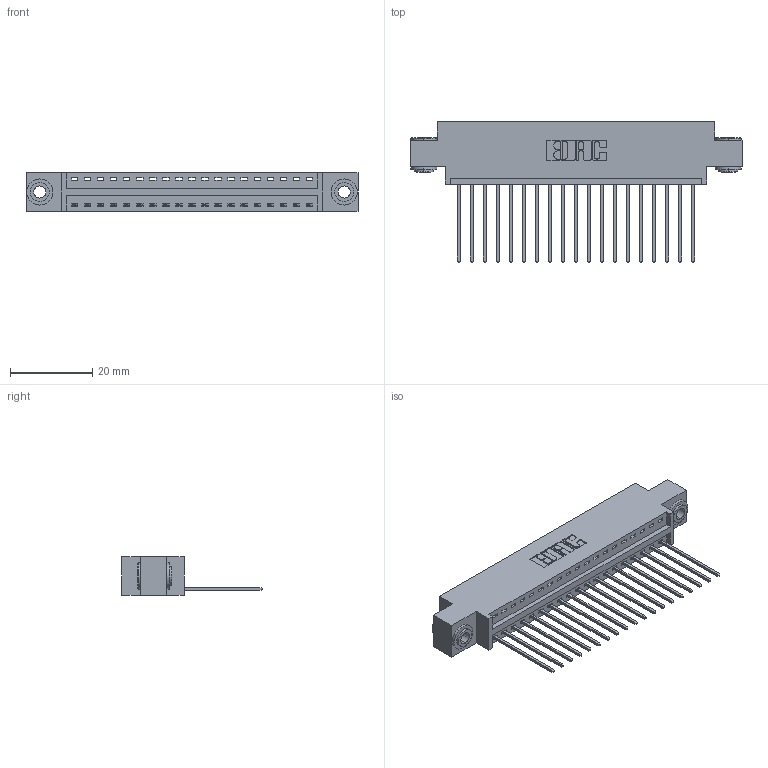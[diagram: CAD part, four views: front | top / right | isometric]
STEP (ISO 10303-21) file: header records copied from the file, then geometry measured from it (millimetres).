
FILE_DESCRIPTION (( 'STEP AP203' ), '1' );
FILE_NAME ('346-019-541-603.STEP', '2018-08-20T10:18:43', ( '' ), ( '' ), 'SwSTEP 2.0', 'SolidWorks 2016', '' );
FILE_SCHEMA (( 'CONFIG_CONTROL_DESIGN' ));
Length unit declared in the file: inch
Products named in the file (4): 345-250-002_345-250-002-102; 346-019-541-603; 346 Part_0.170 Offset - 0.156 Dia-TH; 345-292-001_345-293-141
Assembly tree (22 placements, depth 2):
  346-019-541-603
    346 Part_0.170 Offset - 0.156 Dia-TH
    345-292-001_345-293-141  x19
    345-250-002_345-250-002-102  x2
Bounding box: 80.9 x 34.29 x 9.4 mm (x, y, z)
Volume: 7512.8 mm3; surface area: 9895.9 mm2
Topology: 22 solids, 22 shells, 1266 faces, 3761 edges, 2478 vertices
Faces by surface type: plane 850, cylinder 408, cone 8
Entity records: 15688 total; most frequent: CARTESIAN_POINT 2676, ORIENTED_EDGE 2622, DIRECTION 2419, EDGE_CURVE 1311, VECTOR 1079, LINE 1079, VERTEX_POINT 870, AXIS2_PLACEMENT_3D 670
